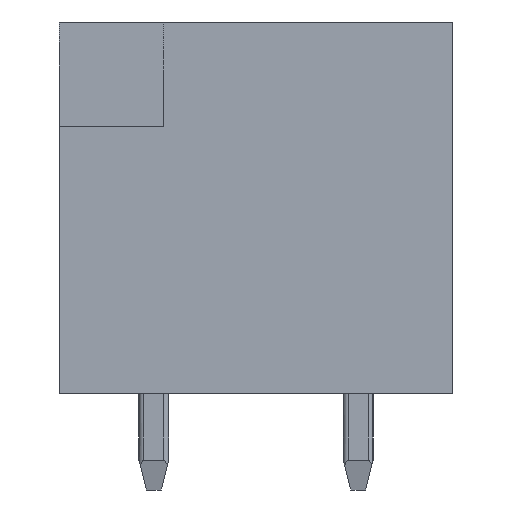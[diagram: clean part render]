
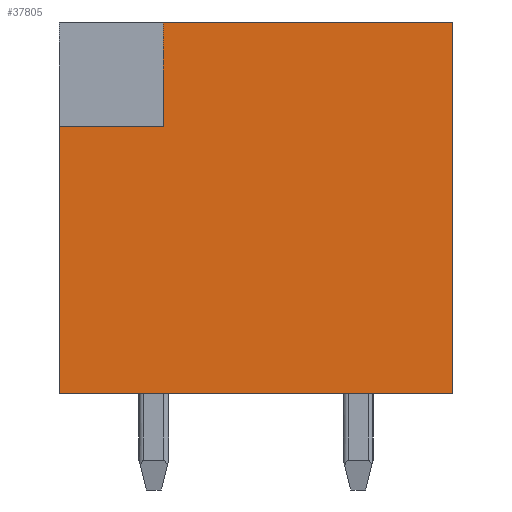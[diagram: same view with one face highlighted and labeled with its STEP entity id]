
A CAD part, left-side view. The second image highlights one B-rep face of the part: STEP entity #37805.
In plain terms, the highlighted planar face has unit normal (-1, 0, 0).
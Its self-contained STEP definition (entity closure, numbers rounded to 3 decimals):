
#9=DIRECTION('',(0.,1.,0.));
#10=VECTOR('',#9,10.6);
#11=CARTESIAN_POINT('',(-49.4,-5.3,-6.3));
#12=LINE('',#11,#10);
#2342=DIRECTION('',(0.,1.,0.));
#2343=VECTOR('',#2342,7.8);
#2344=CARTESIAN_POINT('',(-49.4,-5.3,3.7));
#2345=LINE('',#2344,#2343);
#14858=DIRECTION('',(0.,-1.,0.));
#14859=VECTOR('',#14858,2.8);
#14860=CARTESIAN_POINT('',(-49.4,5.3,0.9));
#14861=LINE('',#14860,#14859);
#14862=DIRECTION('',(0.,0.,-1.));
#14863=VECTOR('',#14862,2.8);
#14864=CARTESIAN_POINT('',(-49.4,2.5,3.7));
#14865=LINE('',#14864,#14863);
#14866=DIRECTION('',(0.,0.,-1.));
#14867=VECTOR('',#14866,10.);
#14868=CARTESIAN_POINT('',(-49.4,-5.3,3.7));
#14869=LINE('',#14868,#14867);
#14874=DIRECTION('',(0.,0.,-1.));
#14875=VECTOR('',#14874,7.2);
#14876=CARTESIAN_POINT('',(-49.4,5.3,0.9));
#14877=LINE('',#14876,#14875);
#18761=CARTESIAN_POINT('',(-49.4,-5.3,-6.3));
#18762=CARTESIAN_POINT('',(-49.4,5.3,-6.3));
#18763=VERTEX_POINT('',#18761);
#18764=VERTEX_POINT('',#18762);
#18765=CARTESIAN_POINT('',(-49.4,-5.3,3.7));
#18766=VERTEX_POINT('',#18765);
#18801=CARTESIAN_POINT('',(-49.4,2.5,0.9));
#18802=VERTEX_POINT('',#18801);
#18805=CARTESIAN_POINT('',(-49.4,5.3,0.9));
#18806=VERTEX_POINT('',#18805);
#18809=CARTESIAN_POINT('',(-49.4,2.5,3.7));
#18810=VERTEX_POINT('',#18809);
#37791=CARTESIAN_POINT('',(-49.4,-5.3,3.7));
#37792=DIRECTION('',(1.,0.,0.));
#37793=DIRECTION('',(0.,1.,0.));
#37794=AXIS2_PLACEMENT_3D('',#37791,#37792,#37793);
#37795=PLANE('',#37794);
#37796=ORIENTED_EDGE('',*,*,#37771,.T.);
#37797=ORIENTED_EDGE('',*,*,#37786,.F.);
#37798=ORIENTED_EDGE('',*,*,#20662,.F.);
#37799=ORIENTED_EDGE('',*,*,#18818,.T.);
#37800=ORIENTED_EDGE('',*,*,#18834,.T.);
#37802=ORIENTED_EDGE('',*,*,#37801,.F.);
#37803=EDGE_LOOP('',(#37796,#37797,#37798,#37799,#37800,#37802));
#37804=FACE_OUTER_BOUND('',#37803,.F.);
#37805=ADVANCED_FACE('',(#37804),#37795,.F.);
#18818=EDGE_CURVE('',#18766,#18763,#14869,.T.);
#18834=EDGE_CURVE('',#18763,#18764,#12,.T.);
#20662=EDGE_CURVE('',#18766,#18810,#2345,.T.);
#37771=EDGE_CURVE('',#18806,#18802,#14861,.T.);
#37786=EDGE_CURVE('',#18810,#18802,#14865,.T.);
#37801=EDGE_CURVE('',#18806,#18764,#14877,.T.);
